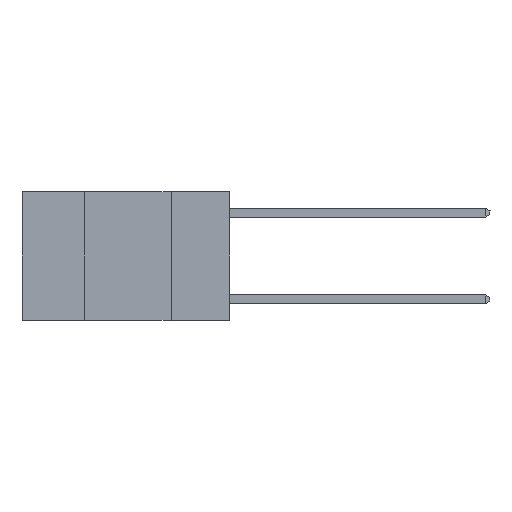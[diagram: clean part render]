
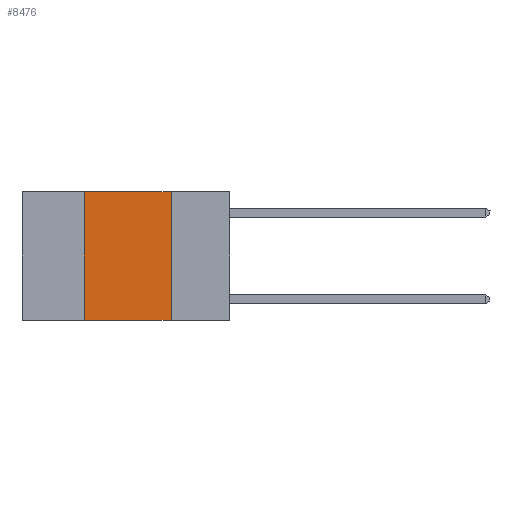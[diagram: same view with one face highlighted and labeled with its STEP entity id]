
A CAD part, left-side view. The second image highlights one B-rep face of the part: STEP entity #8476.
In plain terms, the highlighted planar face has unit normal (-1, 0, 0).
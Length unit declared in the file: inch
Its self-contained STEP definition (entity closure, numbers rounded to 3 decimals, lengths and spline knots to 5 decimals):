
#37 = EDGE_LOOP ( 'NONE', ( #14153, #616, #1043, #1447 ) ) ;
#112 = CARTESIAN_POINT ( 'NONE',  ( 0., 0.42, -0.37 ) ) ;
#345 = CARTESIAN_POINT ( 'NONE',  ( 0., 0.6, 0. ) ) ;
#616 = ORIENTED_EDGE ( 'NONE', *, *, #8634, .F. ) ;
#735 = EDGE_CURVE ( 'NONE', #12795, #11569, #6332, .T. ) ;
#924 = AXIS2_PLACEMENT_3D ( 'NONE', #345, #9566, #1665 ) ;
#1043 = ORIENTED_EDGE ( 'NONE', *, *, #3403, .F. ) ;
#1447 = ORIENTED_EDGE ( 'NONE', *, *, #735, .T. ) ;
#1665 = DIRECTION ( 'NONE',  ( 0., 0., -1. ) ) ;
#2391 = DIRECTION ( 'NONE',  ( 0., 0., 1. ) ) ;
#3044 = VERTEX_POINT ( 'NONE', #14733 ) ;
#3403 = EDGE_CURVE ( 'NONE', #12795, #14742, #8704, .T. ) ;
#4646 = CARTESIAN_POINT ( 'NONE',  ( 0., 0.6, 0. ) ) ;
#4737 = DIRECTION ( 'NONE',  ( 0., 0., -1. ) ) ;
#4932 = FACE_OUTER_BOUND ( 'NONE', #37, .T. ) ;
#5192 = EDGE_CURVE ( 'NONE', #3044, #11569, #8871, .T. ) ;
#5242 = VECTOR ( 'NONE', #2391, 39.37008 ) ;
#6066 = CARTESIAN_POINT ( 'NONE',  ( 0., 0.17, 0. ) ) ;
#6170 = CARTESIAN_POINT ( 'NONE',  ( 0., 0.6, -0.37 ) ) ;
#6332 = LINE ( 'NONE', #6170, #15809 ) ;
#7604 = CARTESIAN_POINT ( 'NONE',  ( 0., 0.42, 0. ) ) ;
#8447 = VECTOR ( 'NONE', #4737, 39.37008 ) ;
#8476 = ADVANCED_FACE ( 'NONE', ( #4932 ), #14667, .F. ) ;
#8634 = EDGE_CURVE ( 'NONE', #14742, #3044, #9404, .T. ) ;
#8704 = LINE ( 'NONE', #7604, #5242 ) ;
#8871 = LINE ( 'NONE', #6066, #8447 ) ;
#9404 = LINE ( 'NONE', #4646, #16250 ) ;
#9566 = DIRECTION ( 'NONE',  ( 1., 0., 0. ) ) ;
#10798 = CARTESIAN_POINT ( 'NONE',  ( 0., 0.42, 0. ) ) ;
#11569 = VERTEX_POINT ( 'NONE', #12031 ) ;
#12031 = CARTESIAN_POINT ( 'NONE',  ( 0., 0.17, -0.37 ) ) ;
#12459 = DIRECTION ( 'NONE',  ( 0., -1., 0. ) ) ;
#12795 = VERTEX_POINT ( 'NONE', #112 ) ;
#13970 = DIRECTION ( 'NONE',  ( 0., -1., 0. ) ) ;
#14153 = ORIENTED_EDGE ( 'NONE', *, *, #5192, .F. ) ;
#14667 = PLANE ( 'NONE',  #924 ) ;
#14733 = CARTESIAN_POINT ( 'NONE',  ( 0., 0.17, 0. ) ) ;
#14742 = VERTEX_POINT ( 'NONE', #10798 ) ;
#15809 = VECTOR ( 'NONE', #13970, 39.37008 ) ;
#16250 = VECTOR ( 'NONE', #12459, 39.37008 ) ;
